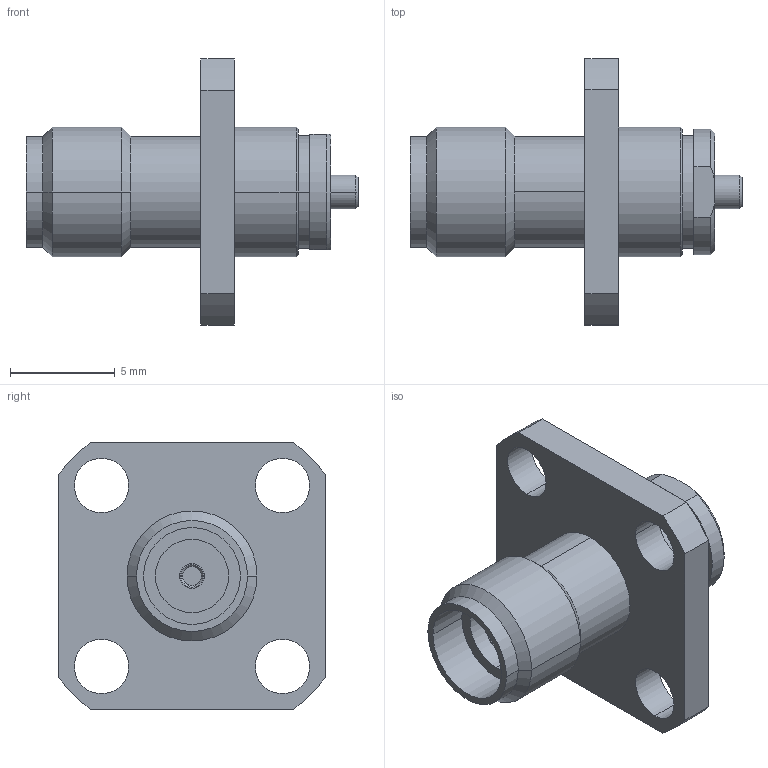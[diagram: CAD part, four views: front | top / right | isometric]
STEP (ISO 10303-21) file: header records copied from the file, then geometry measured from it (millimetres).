
FILE_DESCRIPTION (( 'STEP AP214' ), '1' );
FILE_NAME ('FMCN51280_3D.step', '2024-04-08T16:50:48', ( '' ), ( '' ), 'SwSTEP 2.0', 'SolidWorks 2022', '' );
FILE_SCHEMA (( 'AUTOMOTIVE_DESIGN' ));
Length unit declared in the file: millimetre
Products named in the file (1): FMCN51280_3D
Bounding box: 15.85 x 12.7 x 12.7 mm (x, y, z)
Volume: 503.8 mm3; surface area: 745.3 mm2
Topology: 1 solids, 1 shells, 77 faces, 187 edges, 121 vertices
Faces by surface type: cylinder 37, plane 25, cone 15
Entity records: 2356 total; most frequent: DIRECTION 432, CARTESIAN_POINT 418, ORIENTED_EDGE 374, EDGE_CURVE 187, AXIS2_PLACEMENT_3D 175, VERTEX_POINT 121, CIRCLE 97, EDGE_LOOP 94
